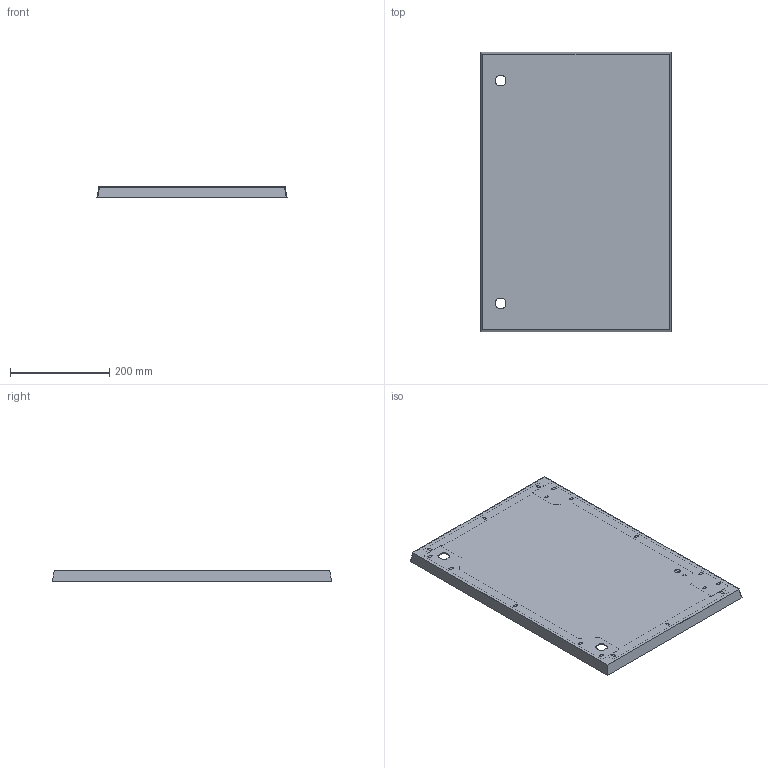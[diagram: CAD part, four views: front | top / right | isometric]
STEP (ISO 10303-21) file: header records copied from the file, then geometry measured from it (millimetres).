
FILE_DESCRIPTION (( 'STEP AP214' ), '1' );
FILE_NAME ('3353-4060-01-00.step', '2024-01-10T13:35:59', ( '' ), ( '' ), 'SwSTEP 2.0', 'SolidWorks 2019', '' );
FILE_SCHEMA (( 'AUTOMOTIVE_DESIGN' ));
Length unit declared in the file: millimetre
Products named in the file (1): 3353-4060-01-00
Bounding box: 384 x 564 x 22 mm (x, y, z)
Volume: 482604.8 mm3; surface area: 653731.4 mm2
Topology: 9 solids, 9 shells, 788 faces, 1938 edges, 1240 vertices
Faces by surface type: plane 478, cylinder 310
Entity records: 23960 total; most frequent: DIRECTION 4328, CARTESIAN_POINT 3967, ORIENTED_EDGE 3876, EDGE_CURVE 1938, AXIS2_PLACEMENT_3D 1601, VERTEX_POINT 1240, LINE 1126, VECTOR 1126
